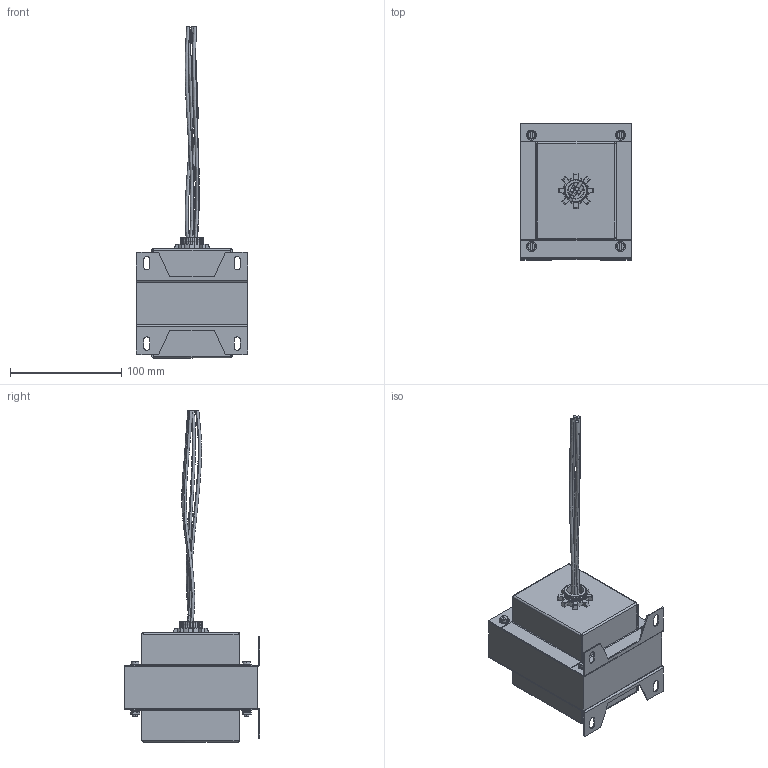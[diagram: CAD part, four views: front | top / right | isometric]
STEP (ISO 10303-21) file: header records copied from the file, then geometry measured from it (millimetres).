
FILE_DESCRIPTION (( 'STEP AP214' ), '1' );
FILE_NAME ('CCT1-150-DSCS-N.STEP', '2024-08-08T09:28:42', ( '' ), ( '' ), 'SwSTEP 2.0', 'SolidWorks 2022', '' );
FILE_SCHEMA (( 'AUTOMOTIVE_DESIGN' ));
Length unit declared in the file: inch
Products named in the file (1): CCT1-150-DSCS-N
Bounding box: 100.01 x 122 x 297.94 mm (x, y, z)
Volume: 416112 mm3; surface area: 156980.4 mm2
Topology: 29 solids, 29 shells, 740 faces, 1694 edges, 1001 vertices
Faces by surface type: plane 266, cylinder 242, cone 80, bspline 74, torus 42, sphere 36
Entity records: 34433 total; most frequent: CARTESIAN_POINT 8396, ORIENTED_EDGE 3336, DIRECTION 3300, EDGE_CURVE 1668, AXIS2_PLACEMENT_3D 1299, VERTEX_POINT 991, EDGE_LOOP 809, LENGTH_MEASURE_WITH_UNIT 771
